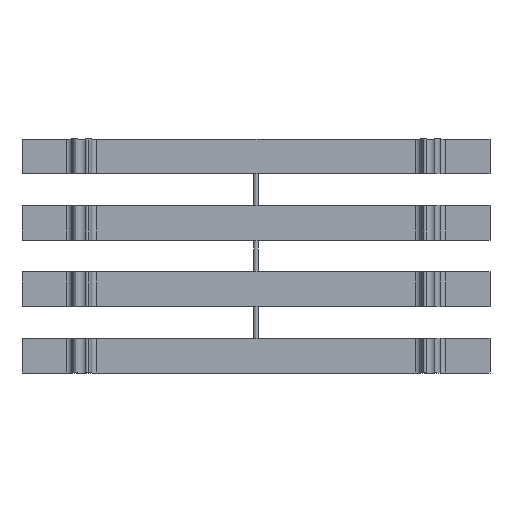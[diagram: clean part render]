
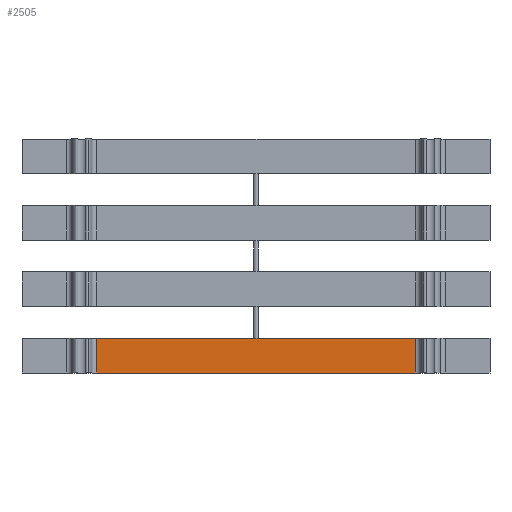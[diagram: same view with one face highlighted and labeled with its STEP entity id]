
A CAD part, top view. The second image highlights one B-rep face of the part: STEP entity #2505.
In plain terms, the highlighted planar face has unit normal (0, 0, 1).
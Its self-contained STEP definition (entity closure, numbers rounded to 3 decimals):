
#31=PLANE('',#2682);
#107=FACE_OUTER_BOUND('',#246,.T.);
#246=EDGE_LOOP('',(#1712,#1713,#1714,#1715));
#390=LINE('',#3804,#631);
#403=LINE('',#3859,#644);
#404=LINE('',#3861,#645);
#405=LINE('',#3862,#646);
#631=VECTOR('',#2982,10.);
#644=VECTOR('',#3045,10.);
#645=VECTOR('',#3046,10.);
#646=VECTOR('',#3047,10.);
#1017=VERTEX_POINT('',#3801);
#1018=VERTEX_POINT('',#3803);
#1035=VERTEX_POINT('',#3858);
#1036=VERTEX_POINT('',#3860);
#1281=EDGE_CURVE('',#1017,#1018,#390,.T.);
#1309=EDGE_CURVE('',#1017,#1035,#403,.T.);
#1310=EDGE_CURVE('',#1035,#1036,#404,.T.);
#1311=EDGE_CURVE('',#1036,#1018,#405,.T.);
#1712=ORIENTED_EDGE('',*,*,#1281,.F.);
#1713=ORIENTED_EDGE('',*,*,#1309,.T.);
#1714=ORIENTED_EDGE('',*,*,#1310,.T.);
#1715=ORIENTED_EDGE('',*,*,#1311,.T.);
#2505=ADVANCED_FACE('',(#107),#31,.T.);
#2682=AXIS2_PLACEMENT_3D('',#3857,#3043,#3044);
#2982=DIRECTION('',(0.,1.,0.));
#3043=DIRECTION('center_axis',(0.,0.,1.));
#3044=DIRECTION('ref_axis',(1.,0.,0.));
#3045=DIRECTION('',(1.,0.,0.));
#3046=DIRECTION('',(0.,1.,0.));
#3047=DIRECTION('',(-1.,0.,0.));
#3801=CARTESIAN_POINT('',(15.,0.,1.5));
#3803=CARTESIAN_POINT('',(15.,7.,1.5));
#3804=CARTESIAN_POINT('',(15.,7.,1.5));
#3857=CARTESIAN_POINT('Origin',(47.,3.5,1.5));
#3858=CARTESIAN_POINT('',(79.,0.,1.5));
#3859=CARTESIAN_POINT('',(84.,0.,1.5));
#3860=CARTESIAN_POINT('',(79.,7.,1.5));
#3861=CARTESIAN_POINT('',(79.,7.,1.5));
#3862=CARTESIAN_POINT('',(10.,7.,1.5));
